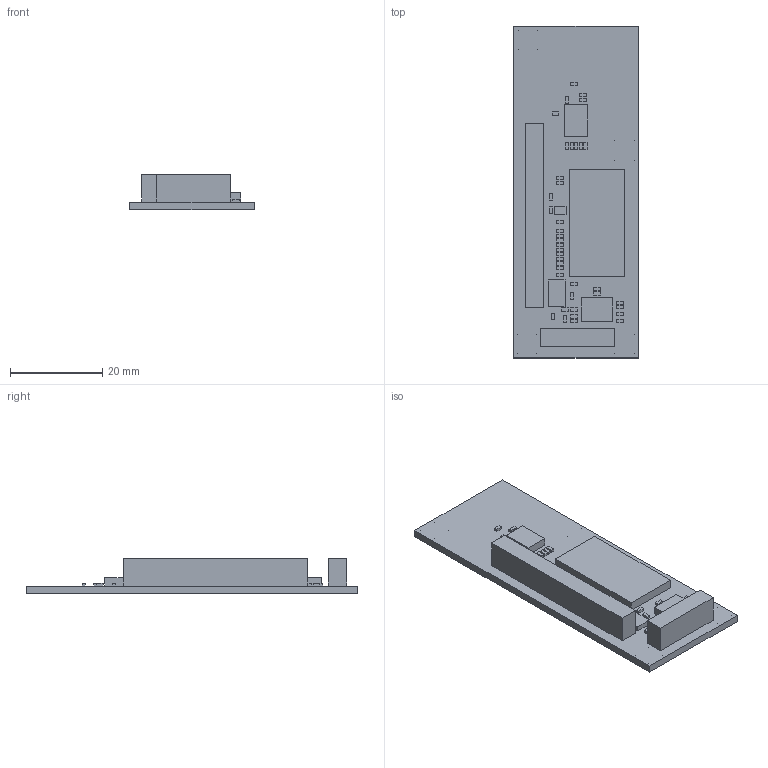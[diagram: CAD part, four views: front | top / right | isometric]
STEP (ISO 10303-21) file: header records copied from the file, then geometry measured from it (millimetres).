
FILE_DESCRIPTION(('FreeCAD Model'),'2;1');
FILE_NAME( '1415.0STEP.step', '2013-10-31T14:10:53',('FreeCAD'),('FreeCAD'), 'Open CASCADE STEP processor 6.3','FreeCAD','Unknown');
FILE_SCHEMA(('AUTOMOTIVE_DESIGN_CC2 { 1 2 10303 214 -1 1 5 4 }'));
Length unit declared in the file: millimetre
Products named in the file (51): Board_outline; C22; C5; C8; C36; R12; C1; X4; R16; R14; R15; C3; R4; C38; R19; C6; C4; X6; X71; X7; C19; C20; C9; R5; X70; C7; C23; C24; X1; R10; R2; U4; C2; R9; R3; R13; C35; R18; R6; R1 ...
Bounding box: 26.9 x 72 x 7.63 mm (x, y, z)
Volume: 5240.1 mm3; surface area: 6740 mm2
Topology: 51 solids, 51 shells, 306 faces, 612 edges, 408 vertices
Faces by surface type: plane 306
Entity records: 16634 total; most frequent: CARTESIAN_POINT 2551, DIRECTION 2450, LINE 1836, VECTOR 1836, ORIENTED_EDGE 1224, PCURVE 1224, DEFINITIONAL_REPRESENTATION 1224, EDGE_CURVE 612
